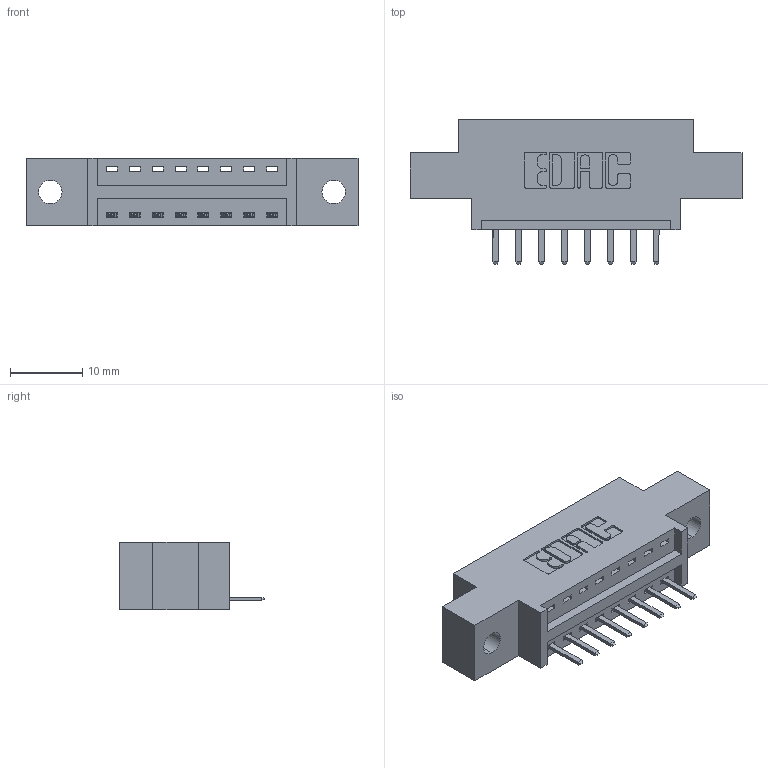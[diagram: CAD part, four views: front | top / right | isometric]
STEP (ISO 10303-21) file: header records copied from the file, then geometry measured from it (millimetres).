
FILE_DESCRIPTION (( 'STEP AP203' ), '1' );
FILE_NAME ('396-008-520-602.STEP', '2019-10-25T18:36:59', ( '' ), ( '' ), 'SwSTEP 2.0', 'SolidWorks 2016', '' );
FILE_SCHEMA (( 'CONFIG_CONTROL_DESIGN' ));
Length unit declared in the file: inch
Products named in the file (3): 396-008-520-602; 346 Part_0.170 Offset - 0.128 Dia; 345-292-001_345-293-120
Assembly tree (9 placements, depth 2):
  396-008-520-602
    346 Part_0.170 Offset - 0.128 Dia
    345-292-001_345-293-120  x8
Bounding box: 45.97 x 20.02 x 9.4 mm (x, y, z)
Volume: 3952.2 mm3; surface area: 4385.1 mm2
Topology: 9 solids, 9 shells, 622 faces, 1813 edges, 1186 vertices
Faces by surface type: plane 416, cylinder 206
Entity records: 9791 total; most frequent: CARTESIAN_POINT 1708, ORIENTED_EDGE 1638, DIRECTION 1535, EDGE_CURVE 819, VECTOR 651, LINE 651, VERTEX_POINT 542, AXIS2_PLACEMENT_3D 442
